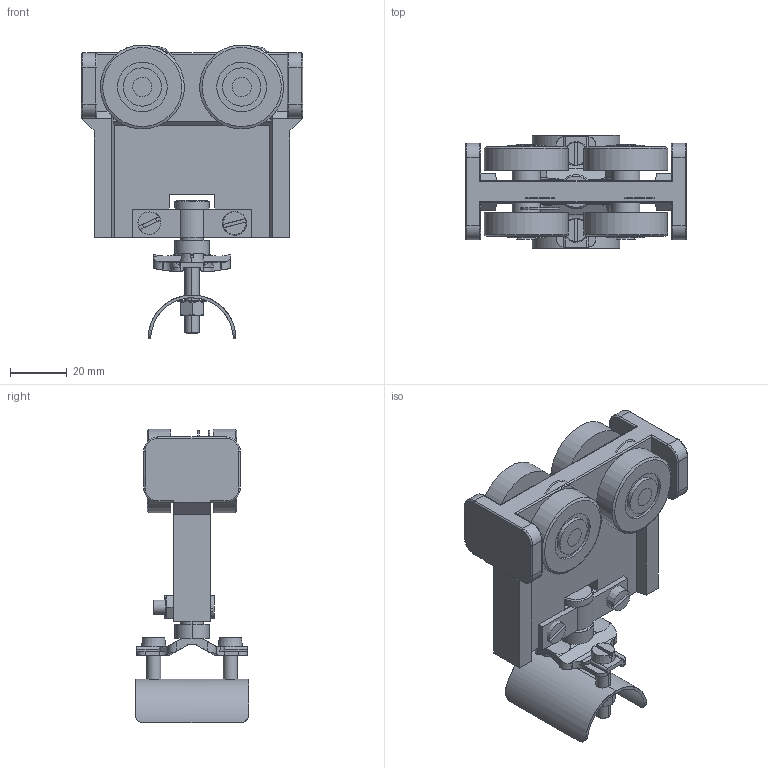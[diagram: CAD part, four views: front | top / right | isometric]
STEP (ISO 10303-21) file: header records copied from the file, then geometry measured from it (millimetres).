
FILE_DESCRIPTION(('STEP AP214'),'1');
FILE_NAME('PMH Kabelvagn 1535K.stp','2013-08-07T08:24:25',(' '),(' '),'Spatial InterOp 3D',' ',' ');
FILE_SCHEMA(('automotive_design'));
Length unit declared in the file: millimetre
Products named in the file (462): PMH Profilskena kabelvagn 1535K; Part461; Part460; Part459; Part458; Part457; Part456; Part455; Part454; Part453; Part452; Part451; Part450; Part449; Part448; Part447; Part446; Part445; Part444; Part443; Part442; Part441; Part440; Part439; Part438; Part437; Part436; Part435; Part434; Part433; Part432; Part431; Part430; Part429; Part428; Part427; Part426; Part425; Part424; Part423 ...
Assembly tree (461 placements, depth 2):
  PMH Profilskena kabelvagn 1535K
    Part461
    Part460
    Part459
    Part458
    Part457
    Part456
    Part455
    Part454
    Part453
    Part452
    Part451
    Part450
    Part449
    Part448
    Part447
    Part446
    Part445
    Part444
    Part443
    Part442
    Part441
    Part440
    Part439
    Part438
    Part437
    Part436
    Part435
    Part434
    Part433
    Part432
    Part431
    Part430
    Part429
    Part428
    Part427
    Part426
    Part425
    Part424
    Part423
    Part422
    Part421
    Part420
    Part419
    Part418
    Part417
    Part416
    Part415
    Part414
    Part413
    Part412
    Part411
    Part410
    Part409
    Part408
    Part407
    Part406
    Part405
    Part404
    Part403
Bounding box: 78 x 40 x 103.6 mm (x, y, z)
Volume: 27302.8 mm3; surface area: 40978.1 mm2
Topology: 22 solids, 461 shells, 663 faces, 2704 edges, 2527 vertices
Faces by surface type: plane 308, cylinder 218, cone 70, torus 63, bspline 4
Full cylindrical faces by diameter (mm): 4.134 x2, 4.51 x2, 5 x4, 5.2 x12, 5.3 x2, 8 x4, 10 x4, 13.5 x4, 17.5 x4, 29.6 x4
Entity records: 52979 total; most frequent: CARTESIAN_POINT 19961, ORIENTED_EDGE 3033, DIRECTION 2808, EDGE_CURVE 2609, VERTEX_POINT 2503, B_SPLINE_CURVE_WITH_KNOTS 2213, AXIS2_PLACEMENT_3D 1291, PRODUCT_DEFINITION_SHAPE 923
